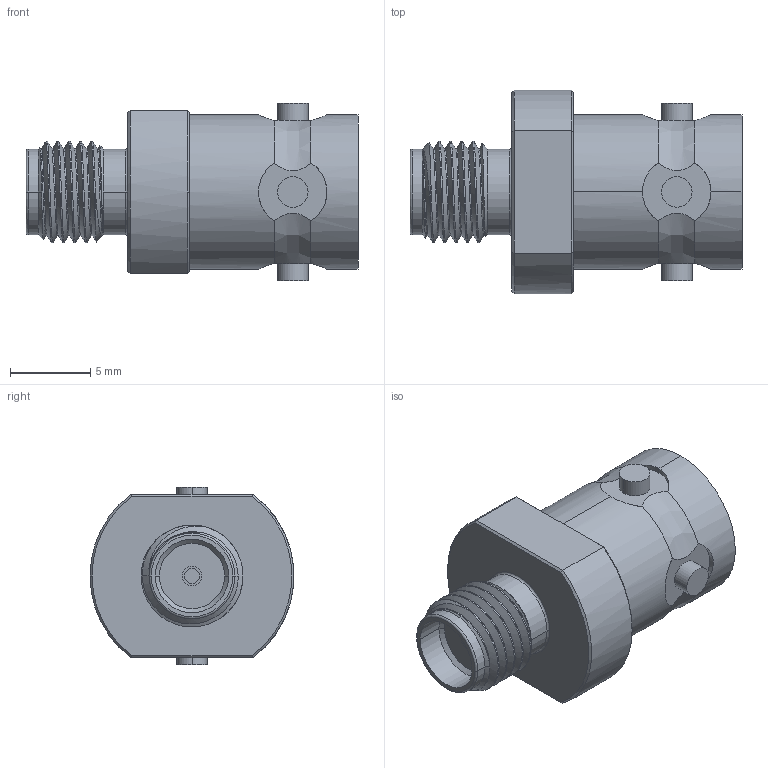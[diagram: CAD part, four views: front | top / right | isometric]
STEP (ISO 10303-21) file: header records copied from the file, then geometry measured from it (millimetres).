
FILE_DESCRIPTION (( 'STEP AP203' ), '1' );
FILE_NAME ('PE91077.step', '2018-05-02T16:41:29', ( '' ), ( '' ), 'SwSTEP 2.0', 'SolidWorks 2017', '' );
FILE_SCHEMA (( 'CONFIG_CONTROL_DESIGN' ));
Length unit declared in the file: inch
Products named in the file (1): PE91077
Bounding box: 20.68 x 12.7 x 11.05 mm (x, y, z)
Volume: 898.8 mm3; surface area: 1420 mm2
Topology: 3 solids, 3 shells, 131 faces, 319 edges, 204 vertices
Faces by surface type: cylinder 57, plane 42, cone 19, bspline 7, torus 6
Entity records: 5131 total; most frequent: CARTESIAN_POINT 2029, ORIENTED_EDGE 638, DIRECTION 635, EDGE_CURVE 319, AXIS2_PLACEMENT_3D 259, VERTEX_POINT 204, EDGE_LOOP 145, CIRCLE 134
